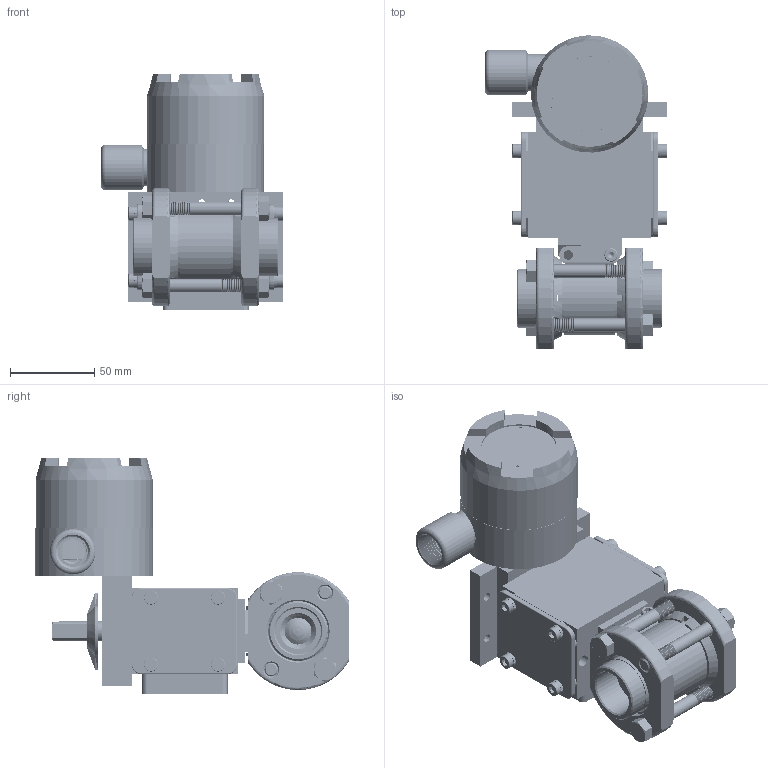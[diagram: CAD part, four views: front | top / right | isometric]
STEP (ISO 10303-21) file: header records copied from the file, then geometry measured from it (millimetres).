
FILE_DESCRIPTION (( 'STEP AP203' ), '1' );
FILE_NAME ('26XXSWSA512SRLS.step', '2018-03-26T16:42:12', ( '' ), ( '' ), 'SwSTEP 2.0', 'SolidWorks 2017', '' );
FILE_SCHEMA (( 'CONFIG_CONTROL_DESIGN' ));
Products named in the file (1): 26XXSWSA512SRLS
Bounding box: 107.76 x 185.36 x 139.45 mm (x, y, z)
Volume: 536135.7 mm3; surface area: 221401.8 mm2
Topology: 49 solids, 49 shells, 3223 faces, 8074 edges, 4988 vertices
Faces by surface type: cone 1358, cylinder 1061, plane 644, torus 79, bspline 79, sphere 2
Entity records: 116151 total; most frequent: CARTESIAN_POINT 38631, DIRECTION 17007, ORIENTED_EDGE 16020, EDGE_CURVE 8010, AXIS2_PLACEMENT_3D 6728, VERTEX_POINT 4984, CIRCLE 3583, VECTOR 3551
